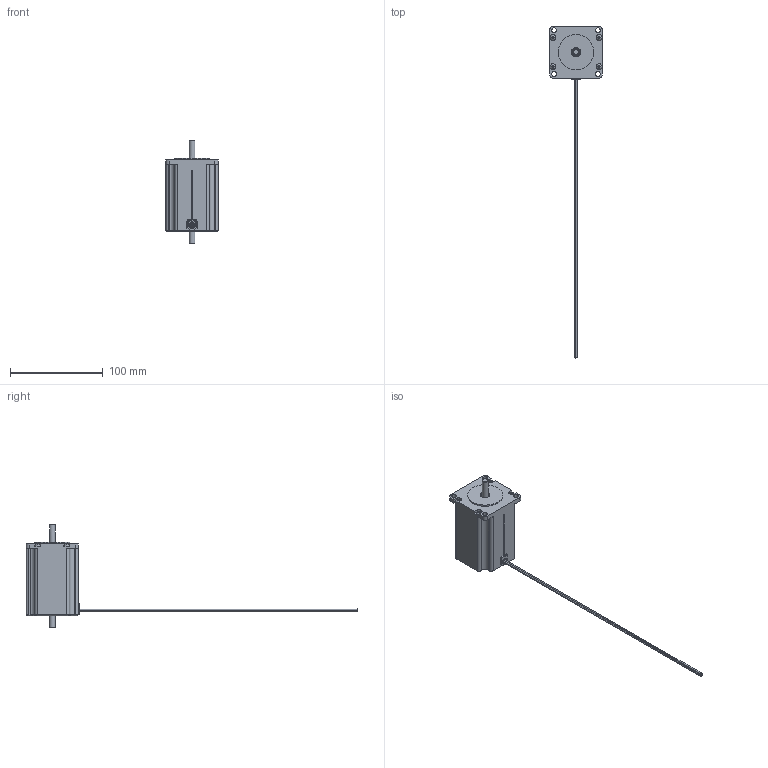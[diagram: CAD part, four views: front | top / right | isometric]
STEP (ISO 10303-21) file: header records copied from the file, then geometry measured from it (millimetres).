
FILE_DESCRIPTION(/* description */ (''),/* implementation_level */ '2;1');
FILE_NAME(/* name */ '5709-079-15D-RO.stp',/* time_stamp */ '2024-05-14T15:27:15-07:00',/* author */ ('DiegoMartinez'),/* organization */ (''),/* preprocessor_version */ 'ST-DEVELOPER v19.2',/* originating_system */ 'Autodesk Inventor 2023',/* authorisation */ '');
FILE_SCHEMA (('AUTOMOTIVE_DESIGN { 1 0 10303 214 3 1 1 }'));
Length unit declared in the file: inch
Products named in the file (1): 4611112303754
Bounding box: 56.2 x 356.94 x 110.95 mm (x, y, z)
Volume: 218629.9 mm3; surface area: 35491.2 mm2
Topology: 2 solids, 14 shells, 397 faces, 955 edges, 615 vertices
Faces by surface type: plane 235, cylinder 117, cone 21, torus 20, bspline 4
Full cylindrical faces by diameter (mm): 1.27 x4, 1.5 x10, 2.156 x2, 2.5 x4, 5.1 x4, 5.5 x4, 6 x1, 6.345 x2, 8 x1, 8.006 x2, 10 x2, 12.05 x1, 15 x1, 22 x1, 34.85 x1, 38.1 x1
Entity records: 12224 total; most frequent: CARTESIAN_POINT 2311, DIRECTION 1983, ORIENTED_EDGE 1910, EDGE_CURVE 955, AXIS2_PLACEMENT_3D 699, VERTEX_POINT 615, LINE 585, VECTOR 585
